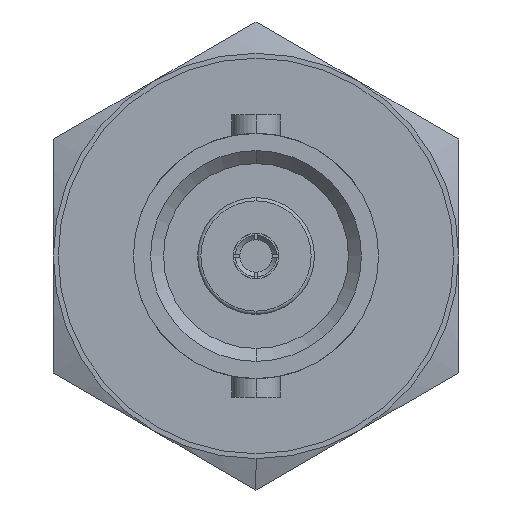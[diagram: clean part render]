
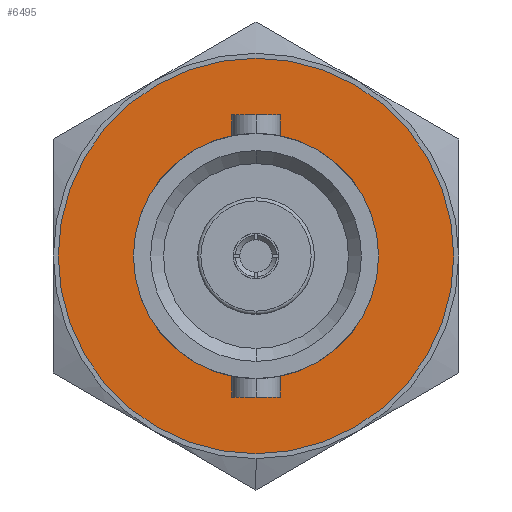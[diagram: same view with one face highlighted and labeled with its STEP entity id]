
A CAD part, left-side view. The second image highlights one B-rep face of the part: STEP entity #6495.
In plain terms, the highlighted planar face has unit normal (-1, 0, 0).
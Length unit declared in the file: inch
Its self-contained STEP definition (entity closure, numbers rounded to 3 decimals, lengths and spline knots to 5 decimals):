
#766 = DIRECTION ( 'NONE',  ( -1., 0., 0. ) ) ;
#1065 = AXIS2_PLACEMENT_3D ( 'NONE', #23077, #3149, #10277 ) ;
#1568 = CIRCLE ( 'NONE', #5269, 0.189 ) ;
#1729 = EDGE_LOOP ( 'NONE', ( #20304, #16120 ) ) ;
#1907 = CARTESIAN_POINT ( 'NONE',  ( 1.27373, 0., -0.305 ) ) ;
#2741 = VERTEX_POINT ( 'NONE', #1907 ) ;
#3149 = DIRECTION ( 'NONE',  ( 1., 0., 0. ) ) ;
#3221 = VERTEX_POINT ( 'NONE', #20966 ) ;
#3293 = CARTESIAN_POINT ( 'NONE',  ( 1.27373, 0., 0. ) ) ;
#3354 = EDGE_CURVE ( 'NONE', #18732, #6912, #1568, .T. ) ;
#5033 = DIRECTION ( 'NONE',  ( -1., 0., 0. ) ) ;
#5269 = AXIS2_PLACEMENT_3D ( 'NONE', #3293, #5033, #15991 ) ;
#6495 = ADVANCED_FACE ( 'NONE', ( #22231, #20206 ), #14227, .F. ) ;
#6912 = VERTEX_POINT ( 'NONE', #18815 ) ;
#7493 = EDGE_LOOP ( 'NONE', ( #17705, #7577 ) ) ;
#7577 = ORIENTED_EDGE ( 'NONE', *, *, #12293, .F. ) ;
#7740 = DIRECTION ( 'NONE',  ( 1., 0., 0. ) ) ;
#9260 = AXIS2_PLACEMENT_3D ( 'NONE', #13459, #766, #17116 ) ;
#10277 = DIRECTION ( 'NONE',  ( 0., 0., -1. ) ) ;
#10493 = EDGE_CURVE ( 'NONE', #3221, #2741, #19152, .T. ) ;
#10877 = CARTESIAN_POINT ( 'NONE',  ( 1.27373, 0., 0. ) ) ;
#11061 = CARTESIAN_POINT ( 'NONE',  ( 1.27373, 0., 0.189 ) ) ;
#11201 = CIRCLE ( 'NONE', #1065, 0.305 ) ;
#11313 = CARTESIAN_POINT ( 'NONE',  ( 1.27373, 0., 0. ) ) ;
#11696 = CIRCLE ( 'NONE', #9260, 0.189 ) ;
#12293 = EDGE_CURVE ( 'NONE', #2741, #3221, #11201, .T. ) ;
#13459 = CARTESIAN_POINT ( 'NONE',  ( 1.27373, 0., 0. ) ) ;
#14227 = PLANE ( 'NONE',  #17118 ) ;
#15991 = DIRECTION ( 'NONE',  ( 0., 0., 1. ) ) ;
#16120 = ORIENTED_EDGE ( 'NONE', *, *, #19592, .F. ) ;
#17116 = DIRECTION ( 'NONE',  ( 0., 0., 1. ) ) ;
#17118 = AXIS2_PLACEMENT_3D ( 'NONE', #10877, #17951, #23591 ) ;
#17705 = ORIENTED_EDGE ( 'NONE', *, *, #10493, .F. ) ;
#17951 = DIRECTION ( 'NONE',  ( 1., 0., 0. ) ) ;
#18732 = VERTEX_POINT ( 'NONE', #11061 ) ;
#18815 = CARTESIAN_POINT ( 'NONE',  ( 1.27373, 0., -0.189 ) ) ;
#18979 = AXIS2_PLACEMENT_3D ( 'NONE', #11313, #7740, #22195 ) ;
#19152 = CIRCLE ( 'NONE', #18979, 0.305 ) ;
#19592 = EDGE_CURVE ( 'NONE', #6912, #18732, #11696, .T. ) ;
#20206 = FACE_BOUND ( 'NONE', #1729, .T. ) ;
#20304 = ORIENTED_EDGE ( 'NONE', *, *, #3354, .F. ) ;
#20966 = CARTESIAN_POINT ( 'NONE',  ( 1.27373, 0., 0.305 ) ) ;
#22195 = DIRECTION ( 'NONE',  ( 0., 0., -1. ) ) ;
#22231 = FACE_OUTER_BOUND ( 'NONE', #7493, .T. ) ;
#23077 = CARTESIAN_POINT ( 'NONE',  ( 1.27373, 0., 0. ) ) ;
#23591 = DIRECTION ( 'NONE',  ( 0., 0., -1. ) ) ;
